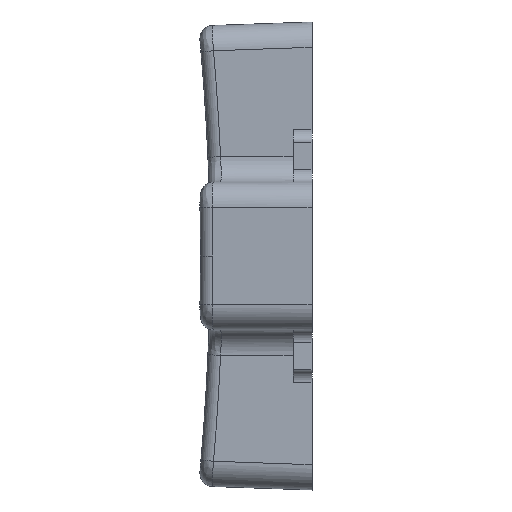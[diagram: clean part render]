
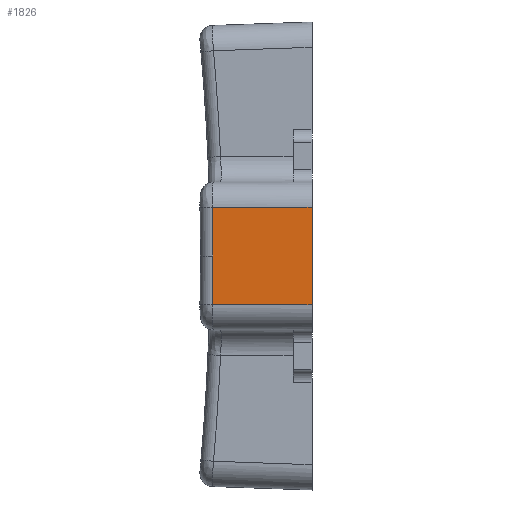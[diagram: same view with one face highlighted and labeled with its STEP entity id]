
A CAD part, left-side view. The second image highlights one B-rep face of the part: STEP entity #1826.
In plain terms, the highlighted planar face has unit normal (-0.999, 0.035, 0).
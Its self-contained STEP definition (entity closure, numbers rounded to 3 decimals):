
#91 = AXIS2_PLACEMENT_3D ( 'NONE', #727, #1638, #1047 ) ;
#112 = VERTEX_POINT ( 'NONE', #1734 ) ;
#211 = AXIS2_PLACEMENT_3D ( 'NONE', #1811, #1866, #2147 ) ;
#229 = CARTESIAN_POINT ( 'NONE',  ( -9.25, 0., -11.425 ) ) ;
#321 = EDGE_CURVE ( 'NONE', #868, #596, #3210, .T. ) ;
#328 = PLANE ( 'NONE',  #211 ) ;
#394 = CARTESIAN_POINT ( 'NONE',  ( -9.112, 3.949, -11.425 ) ) ;
#418 = CARTESIAN_POINT ( 'NONE',  ( -9.113, 3.928, -9.5 ) ) ;
#596 = VERTEX_POINT ( 'NONE', #2003 ) ;
#717 = EDGE_CURVE ( 'NONE', #1601, #112, #1846, .T. ) ;
#727 = CARTESIAN_POINT ( 'NONE',  ( -5.96, 94.208, -9.5 ) ) ;
#777 = DIRECTION ( 'NONE',  ( 0.999, -0.035, 0. ) ) ;
#868 = VERTEX_POINT ( 'NONE', #394 ) ;
#891 = ORIENTED_EDGE ( 'NONE', *, *, #321, .T. ) ;
#1047 = DIRECTION ( 'NONE',  ( -0.035, -0.999, 0. ) ) ;
#1215 = VECTOR ( 'NONE', #2225, 1000. ) ;
#1244 = FACE_OUTER_BOUND ( 'NONE', #1547, .T. ) ;
#1288 = ORIENTED_EDGE ( 'NONE', *, *, #3499, .T. ) ;
#1353 = VECTOR ( 'NONE', #1421, 1000. ) ;
#1421 = DIRECTION ( 'NONE',  ( -0.035, -0.999, 0. ) ) ;
#1531 = CIRCLE ( 'NONE', #1590, 90.335 ) ;
#1547 = EDGE_LOOP ( 'NONE', ( #2318, #1288, #3403, #891, #3091 ) ) ;
#1566 = DIRECTION ( 'NONE',  ( 0.035, 0.999, 0. ) ) ;
#1590 = AXIS2_PLACEMENT_3D ( 'NONE', #2560, #777, #1959 ) ;
#1601 = VERTEX_POINT ( 'NONE', #2822 ) ;
#1638 = DIRECTION ( 'NONE',  ( 0.999, -0.035, 0. ) ) ;
#1734 = CARTESIAN_POINT ( 'NONE',  ( -9.112, 3.949, -7.575 ) ) ;
#1790 = CIRCLE ( 'NONE', #91, 90.335 ) ;
#1811 = CARTESIAN_POINT ( 'NONE',  ( -9.25, 0., -12.425 ) ) ;
#1826 = ADVANCED_FACE ( 'NONE', ( #1244 ), #328, .T. ) ;
#1846 = LINE ( 'NONE', #3573, #2747 ) ;
#1866 = DIRECTION ( 'NONE',  ( -0.999, 0.035, 0. ) ) ;
#1946 = EDGE_CURVE ( 'NONE', #1601, #596, #2245, .T. ) ;
#1959 = DIRECTION ( 'NONE',  ( -0.035, -0.999, 0. ) ) ;
#1975 = VERTEX_POINT ( 'NONE', #418 ) ;
#2003 = CARTESIAN_POINT ( 'NONE',  ( -9.25, 0., -11.425 ) ) ;
#2045 = EDGE_CURVE ( 'NONE', #1975, #868, #1531, .T. ) ;
#2147 = DIRECTION ( 'NONE',  ( -0.035, -0.999, 0. ) ) ;
#2225 = DIRECTION ( 'NONE',  ( 0., 0., -1. ) ) ;
#2245 = LINE ( 'NONE', #2260, #1215 ) ;
#2260 = CARTESIAN_POINT ( 'NONE',  ( -9.25, 0., -12.425 ) ) ;
#2318 = ORIENTED_EDGE ( 'NONE', *, *, #717, .T. ) ;
#2560 = CARTESIAN_POINT ( 'NONE',  ( -5.96, 94.208, -9.5 ) ) ;
#2747 = VECTOR ( 'NONE', #1566, 1000. ) ;
#2822 = CARTESIAN_POINT ( 'NONE',  ( -9.25, 0., -7.575 ) ) ;
#3091 = ORIENTED_EDGE ( 'NONE', *, *, #1946, .F. ) ;
#3210 = LINE ( 'NONE', #229, #1353 ) ;
#3403 = ORIENTED_EDGE ( 'NONE', *, *, #2045, .T. ) ;
#3499 = EDGE_CURVE ( 'NONE', #112, #1975, #1790, .T. ) ;
#3573 = CARTESIAN_POINT ( 'NONE',  ( -9.25, 0., -7.575 ) ) ;
